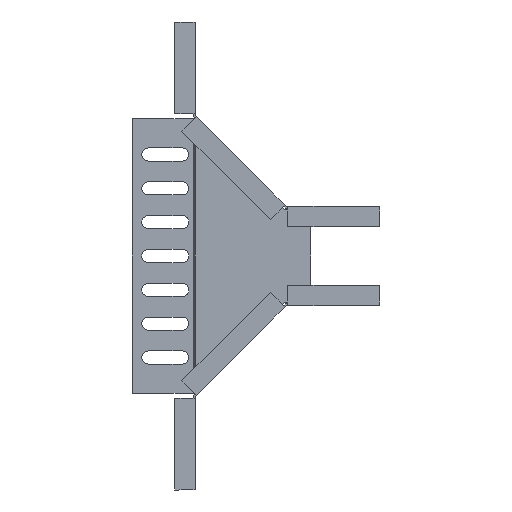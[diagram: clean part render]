
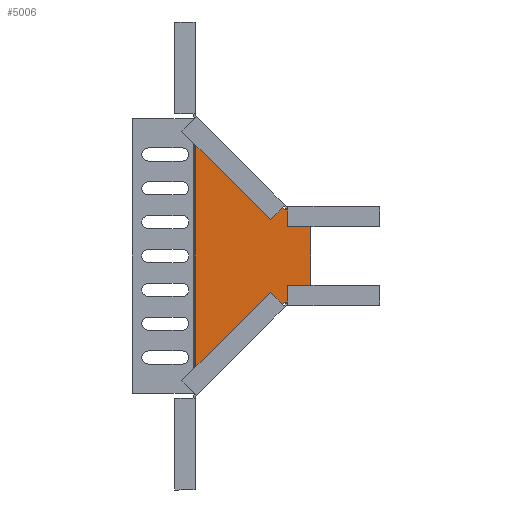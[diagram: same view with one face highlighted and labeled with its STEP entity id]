
A CAD part, front view. The second image highlights one B-rep face of the part: STEP entity #5006.
In plain terms, the highlighted planar face has unit normal (0, -1, 0).
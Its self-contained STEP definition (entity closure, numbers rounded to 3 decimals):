
#45 = VERTEX_POINT ( 'NONE', #3575 ) ;
#74 = LINE ( 'NONE', #5061, #3592 ) ;
#130 = VECTOR ( 'NONE', #3686, 1000. ) ;
#134 = EDGE_CURVE ( 'NONE', #1262, #1644, #1527, .T. ) ;
#269 = EDGE_CURVE ( 'NONE', #4382, #661, #1160, .T. ) ;
#278 = DIRECTION ( 'NONE',  ( 0., 0., 1. ) ) ;
#296 = EDGE_CURVE ( 'NONE', #4518, #661, #4931, .T. ) ;
#305 = VECTOR ( 'NONE', #2963, 1000. ) ;
#312 = CARTESIAN_POINT ( 'NONE',  ( -60.747, -1.5, 70.5 ) ) ;
#362 = VERTEX_POINT ( 'NONE', #426 ) ;
#426 = CARTESIAN_POINT ( 'NONE',  ( -14., -1.5, 24.5 ) ) ;
#462 = PLANE ( 'NONE',  #4205 ) ;
#597 = CARTESIAN_POINT ( 'NONE',  ( -62.5, -1.5, -73. ) ) ;
#661 = VERTEX_POINT ( 'NONE', #3135 ) ;
#726 = CARTESIAN_POINT ( 'NONE',  ( -14., -1.5, -24.5 ) ) ;
#761 = CARTESIAN_POINT ( 'NONE',  ( -60.747, -1.5, 70.5 ) ) ;
#920 = EDGE_CURVE ( 'NONE', #1972, #362, #4372, .T. ) ;
#1123 = CARTESIAN_POINT ( 'NONE',  ( -60.747, -1.5, -70.5 ) ) ;
#1143 = CARTESIAN_POINT ( 'NONE',  ( -61.206, -1.5, 70.759 ) ) ;
#1160 = LINE ( 'NONE', #5086, #2141 ) ;
#1210 = ORIENTED_EDGE ( 'NONE', *, *, #296, .T. ) ;
#1217 = VECTOR ( 'NONE', #1759, 1000. ) ;
#1262 = VERTEX_POINT ( 'NONE', #2316 ) ;
#1298 = ORIENTED_EDGE ( 'NONE', *, *, #2697, .F. ) ;
#1479 = LINE ( 'NONE', #4201, #305 ) ;
#1514 = ORIENTED_EDGE ( 'NONE', *, *, #2476, .T. ) ;
#1527 = LINE ( 'NONE', #726, #1834 ) ;
#1596 = ORIENTED_EDGE ( 'NONE', *, *, #920, .F. ) ;
#1635 = B_SPLINE_CURVE_WITH_KNOTS ( 'NONE', 3,
 ( #1123, #2763, #1901, #4677 ),
 .UNSPECIFIED., .F., .F.,
 ( 4, 4 ),
 ( 0.004, 0.005 ),
 .UNSPECIFIED. ) ;
#1644 = VERTEX_POINT ( 'NONE', #4156 ) ;
#1645 = CARTESIAN_POINT ( 'NONE',  ( -60., -1.5, 70.5 ) ) ;
#1656 = CARTESIAN_POINT ( 'NONE',  ( 0., -1.5, 0. ) ) ;
#1682 = VECTOR ( 'NONE', #3045, 1000. ) ;
#1683 = EDGE_CURVE ( 'NONE', #1644, #3077, #1932, .T. ) ;
#1759 = DIRECTION ( 'NONE',  ( 0.707, 0., -0.707 ) ) ;
#1834 = VECTOR ( 'NONE', #2332, 1000. ) ;
#1901 = CARTESIAN_POINT ( 'NONE',  ( -61.206, -1.5, -70.759 ) ) ;
#1932 = LINE ( 'NONE', #597, #130 ) ;
#1933 = VECTOR ( 'NONE', #2436, 1000. ) ;
#1972 = VERTEX_POINT ( 'NONE', #1645 ) ;
#2019 = CARTESIAN_POINT ( 'NONE',  ( -60.747, -1.5, -70.5 ) ) ;
#2087 = DIRECTION ( 'NONE',  ( 0., 0., -1. ) ) ;
#2141 = VECTOR ( 'NONE', #278, 1000. ) ;
#2300 = LINE ( 'NONE', #4813, #1933 ) ;
#2315 = CARTESIAN_POINT ( 'NONE',  ( -60.974, -1.5, 70.634 ) ) ;
#2316 = CARTESIAN_POINT ( 'NONE',  ( 0., -1.5, -24.5 ) ) ;
#2318 = EDGE_CURVE ( 'NONE', #3077, #3348, #1479, .T. ) ;
#2332 = DIRECTION ( 'NONE',  ( -1., 0., 0. ) ) ;
#2436 = DIRECTION ( 'NONE',  ( 0., 0., -1. ) ) ;
#2476 = EDGE_CURVE ( 'NONE', #1972, #4518, #74, .T. ) ;
#2539 = CARTESIAN_POINT ( 'NONE',  ( -62.5, -1.5, 73. ) ) ;
#2569 = CARTESIAN_POINT ( 'NONE',  ( -61.443, -1.5, -70.873 ) ) ;
#2616 = ORIENTED_EDGE ( 'NONE', *, *, #134, .F. ) ;
#2697 = EDGE_CURVE ( 'NONE', #45, #1262, #2300, .T. ) ;
#2752 = ORIENTED_EDGE ( 'NONE', *, *, #269, .F. ) ;
#2763 = CARTESIAN_POINT ( 'NONE',  ( -60.974, -1.5, -70.634 ) ) ;
#2806 = LINE ( 'NONE', #3433, #1682 ) ;
#2963 = DIRECTION ( 'NONE',  ( -1., 0., 0. ) ) ;
#3030 = ORIENTED_EDGE ( 'NONE', *, *, #4463, .F. ) ;
#3045 = DIRECTION ( 'NONE',  ( 1., 0., 0. ) ) ;
#3077 = VERTEX_POINT ( 'NONE', #5031 ) ;
#3135 = CARTESIAN_POINT ( 'NONE',  ( -61.443, -1.5, 70.873 ) ) ;
#3216 = DIRECTION ( 'NONE',  ( 0., -1., 0. ) ) ;
#3238 = EDGE_CURVE ( 'NONE', #3348, #4382, #1635, .T. ) ;
#3348 = VERTEX_POINT ( 'NONE', #2019 ) ;
#3433 = CARTESIAN_POINT ( 'NONE',  ( 0., -1.5, 24.5 ) ) ;
#3575 = CARTESIAN_POINT ( 'NONE',  ( 0., -1.5, 24.5 ) ) ;
#3592 = VECTOR ( 'NONE', #4653, 1000. ) ;
#3686 = DIRECTION ( 'NONE',  ( -0.707, 0., -0.707 ) ) ;
#3940 = ORIENTED_EDGE ( 'NONE', *, *, #1683, .F. ) ;
#4156 = CARTESIAN_POINT ( 'NONE',  ( -14., -1.5, -24.5 ) ) ;
#4171 = FACE_OUTER_BOUND ( 'NONE', #4272, .T. ) ;
#4201 = CARTESIAN_POINT ( 'NONE',  ( 0., -1.5, -70.5 ) ) ;
#4205 = AXIS2_PLACEMENT_3D ( 'NONE', #1656, #3216, #2087 ) ;
#4262 = CARTESIAN_POINT ( 'NONE',  ( -61.443, -1.5, 70.873 ) ) ;
#4272 = EDGE_LOOP ( 'NONE', ( #1596, #1514, #1210, #2752, #5140, #4441, #3940, #2616, #1298, #3030 ) ) ;
#4372 = LINE ( 'NONE', #2539, #1217 ) ;
#4382 = VERTEX_POINT ( 'NONE', #2569 ) ;
#4441 = ORIENTED_EDGE ( 'NONE', *, *, #2318, .F. ) ;
#4463 = EDGE_CURVE ( 'NONE', #362, #45, #2806, .T. ) ;
#4518 = VERTEX_POINT ( 'NONE', #761 ) ;
#4653 = DIRECTION ( 'NONE',  ( -1., 0., 0. ) ) ;
#4677 = CARTESIAN_POINT ( 'NONE',  ( -61.443, -1.5, -70.873 ) ) ;
#4813 = CARTESIAN_POINT ( 'NONE',  ( 0., -1.5, -24.5 ) ) ;
#4931 = B_SPLINE_CURVE_WITH_KNOTS ( 'NONE', 3,
 ( #312, #2315, #1143, #4262 ),
 .UNSPECIFIED., .F., .F.,
 ( 4, 4 ),
 ( 0.004, 0.005 ),
 .UNSPECIFIED. ) ;
#5006 = ADVANCED_FACE ( 'NONE', ( #4171 ), #462, .T. ) ;
#5031 = CARTESIAN_POINT ( 'NONE',  ( -60., -1.5, -70.5 ) ) ;
#5061 = CARTESIAN_POINT ( 'NONE',  ( -60., -1.5, 70.5 ) ) ;
#5086 = CARTESIAN_POINT ( 'NONE',  ( -61.443, -1.5, 0. ) ) ;
#5140 = ORIENTED_EDGE ( 'NONE', *, *, #3238, .F. ) ;
